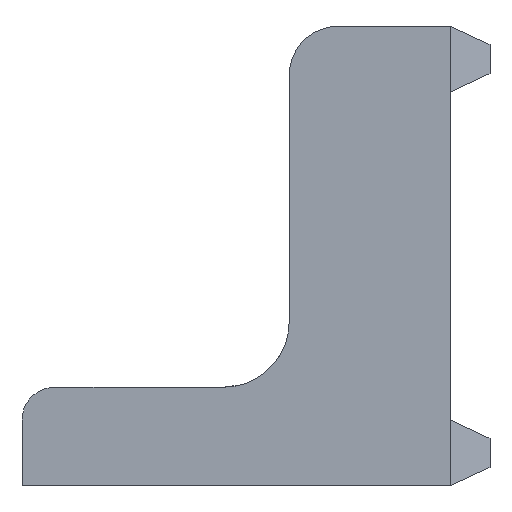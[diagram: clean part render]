
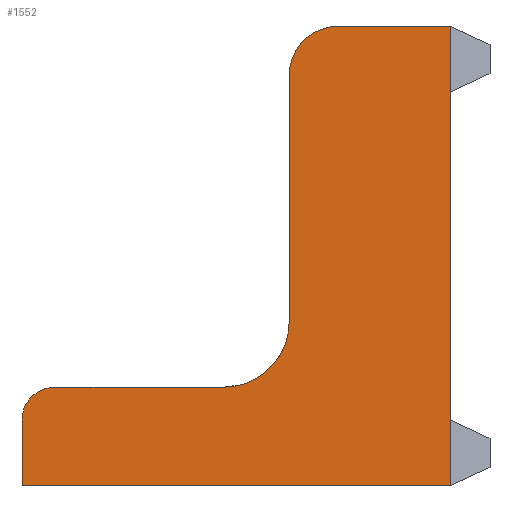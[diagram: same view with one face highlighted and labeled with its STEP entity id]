
A CAD part, front view. The second image highlights one B-rep face of the part: STEP entity #1552.
In plain terms, the highlighted planar face has unit normal (0, -1, 0).
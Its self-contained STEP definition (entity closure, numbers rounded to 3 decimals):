
#11 = CARTESIAN_POINT ( 'NONE',  ( -28.714, 2., 17.516 ) ) ;
#14 = ORIENTED_EDGE ( 'NONE', *, *, #258, .F. ) ;
#23 = ORIENTED_EDGE ( 'NONE', *, *, #356, .T. ) ;
#27 = CARTESIAN_POINT ( 'NONE',  ( -15.65, 2., 1.3 ) ) ;
#62 = ORIENTED_EDGE ( 'NONE', *, *, #502, .F. ) ;
#78 = VERTEX_POINT ( 'NONE', #1099 ) ;
#100 = EDGE_CURVE ( 'NONE', #737, #104, #1355, .T. ) ;
#104 = VERTEX_POINT ( 'NONE', #340 ) ;
#117 = VERTEX_POINT ( 'NONE', #679 ) ;
#133 = VERTEX_POINT ( 'NONE', #1220 ) ;
#146 = ORIENTED_EDGE ( 'NONE', *, *, #100, .F. ) ;
#151 = VECTOR ( 'NONE', #1046, 1000. ) ;
#189 = CARTESIAN_POINT ( 'NONE',  ( -15.65, 2., 15.3 ) ) ;
#212 = PLANE ( 'NONE',  #478 ) ;
#217 = EDGE_CURVE ( 'NONE', #455, #1582, #268, .T. ) ;
#231 = LINE ( 'NONE', #11, #151 ) ;
#247 = CARTESIAN_POINT ( 'NONE',  ( -22.568, 2., 4.3 ) ) ;
#254 = DIRECTION ( 'NONE',  ( 0., -1., 0. ) ) ;
#258 = EDGE_CURVE ( 'NONE', #104, #420, #514, .T. ) ;
#268 = LINE ( 'NONE', #1131, #1568 ) ;
#300 = ORIENTED_EDGE ( 'NONE', *, *, #1190, .F. ) ;
#326 = DIRECTION ( 'NONE',  ( 0., -1., 0. ) ) ;
#340 = CARTESIAN_POINT ( 'NONE',  ( -20.568, 2., 6.3 ) ) ;
#356 = EDGE_CURVE ( 'NONE', #117, #133, #231, .T. ) ;
#367 = DIRECTION ( 'NONE',  ( 0., 1., 0. ) ) ;
#401 = DIRECTION ( 'NONE',  ( 0., 0., -1. ) ) ;
#411 = FACE_OUTER_BOUND ( 'NONE', #1619, .T. ) ;
#420 = VERTEX_POINT ( 'NONE', #513 ) ;
#423 = CARTESIAN_POINT ( 'NONE',  ( -28.714, 2., 1.3 ) ) ;
#455 = VERTEX_POINT ( 'NONE', #189 ) ;
#475 = EDGE_CURVE ( 'NONE', #133, #1582, #503, .T. ) ;
#478 = AXIS2_PLACEMENT_3D ( 'NONE', #838, #326, #1341 ) ;
#502 = EDGE_CURVE ( 'NONE', #117, #78, #909, .T. ) ;
#503 = LINE ( 'NONE', #423, #1476 ) ;
#513 = CARTESIAN_POINT ( 'NONE',  ( -20.568, 2., 13.8 ) ) ;
#514 = LINE ( 'NONE', #1204, #782 ) ;
#517 = EDGE_CURVE ( 'NONE', #78, #737, #863, .T. ) ;
#593 = CARTESIAN_POINT ( 'NONE',  ( -19.068, 2., 15.3 ) ) ;
#606 = ORIENTED_EDGE ( 'NONE', *, *, #517, .F. ) ;
#611 = ORIENTED_EDGE ( 'NONE', *, *, #217, .F. ) ;
#652 = AXIS2_PLACEMENT_3D ( 'NONE', #779, #254, #401 ) ;
#671 = VERTEX_POINT ( 'NONE', #593 ) ;
#679 = CARTESIAN_POINT ( 'NONE',  ( -28.714, 2., 3.3 ) ) ;
#714 = DIRECTION ( 'NONE',  ( 0., 1., 0. ) ) ;
#737 = VERTEX_POINT ( 'NONE', #247 ) ;
#739 = ORIENTED_EDGE ( 'NONE', *, *, #475, .T. ) ;
#779 = CARTESIAN_POINT ( 'NONE',  ( -22.568, 2., 6.3 ) ) ;
#782 = VECTOR ( 'NONE', #1218, 1000. ) ;
#838 = CARTESIAN_POINT ( 'NONE',  ( -28.714, 2., 17.516 ) ) ;
#844 = DIRECTION ( 'NONE',  ( 0., 0., -1. ) ) ;
#851 = VECTOR ( 'NONE', #960, 1000. ) ;
#863 = LINE ( 'NONE', #1584, #851 ) ;
#875 = CARTESIAN_POINT ( 'NONE',  ( -19.068, 2., 13.8 ) ) ;
#909 = CIRCLE ( 'NONE', #1109, 1. ) ;
#960 = DIRECTION ( 'NONE',  ( 1., 0., 0. ) ) ;
#1046 = DIRECTION ( 'NONE',  ( 0., 0., -1. ) ) ;
#1096 = CARTESIAN_POINT ( 'NONE',  ( -27.714, 2., 3.3 ) ) ;
#1099 = CARTESIAN_POINT ( 'NONE',  ( -27.714, 2., 4.3 ) ) ;
#1109 = AXIS2_PLACEMENT_3D ( 'NONE', #1096, #714, #844 ) ;
#1131 = CARTESIAN_POINT ( 'NONE',  ( -15.65, 2., 17.516 ) ) ;
#1152 = DIRECTION ( 'NONE',  ( 1., 0., 0. ) ) ;
#1160 = ORIENTED_EDGE ( 'NONE', *, *, #1447, .F. ) ;
#1179 = LINE ( 'NONE', #1519, #1226 ) ;
#1190 = EDGE_CURVE ( 'NONE', #671, #455, #1179, .T. ) ;
#1204 = CARTESIAN_POINT ( 'NONE',  ( -20.568, 2., 6.3 ) ) ;
#1218 = DIRECTION ( 'NONE',  ( 0., 0., 1. ) ) ;
#1220 = CARTESIAN_POINT ( 'NONE',  ( -28.714, 2., 1.3 ) ) ;
#1226 = VECTOR ( 'NONE', #1152, 1000. ) ;
#1242 = DIRECTION ( 'NONE',  ( 0., 0., -1. ) ) ;
#1341 = DIRECTION ( 'NONE',  ( 0., 0., -1. ) ) ;
#1355 = CIRCLE ( 'NONE', #652, 2. ) ;
#1405 = AXIS2_PLACEMENT_3D ( 'NONE', #875, #367, #1516 ) ;
#1447 = EDGE_CURVE ( 'NONE', #420, #671, #1486, .T. ) ;
#1476 = VECTOR ( 'NONE', #1565, 1000. ) ;
#1486 = CIRCLE ( 'NONE', #1405, 1.5 ) ;
#1516 = DIRECTION ( 'NONE',  ( 0., 0., -1. ) ) ;
#1519 = CARTESIAN_POINT ( 'NONE',  ( -19.068, 2., 15.3 ) ) ;
#1552 = ADVANCED_FACE ( 'NONE', ( #411 ), #212, .T. ) ;
#1565 = DIRECTION ( 'NONE',  ( 1., 0., 0. ) ) ;
#1568 = VECTOR ( 'NONE', #1242, 1000. ) ;
#1582 = VERTEX_POINT ( 'NONE', #27 ) ;
#1584 = CARTESIAN_POINT ( 'NONE',  ( -28.714, 2., 4.3 ) ) ;
#1619 = EDGE_LOOP ( 'NONE', ( #23, #739, #611, #300, #1160, #14, #146, #606, #62 ) ) ;
